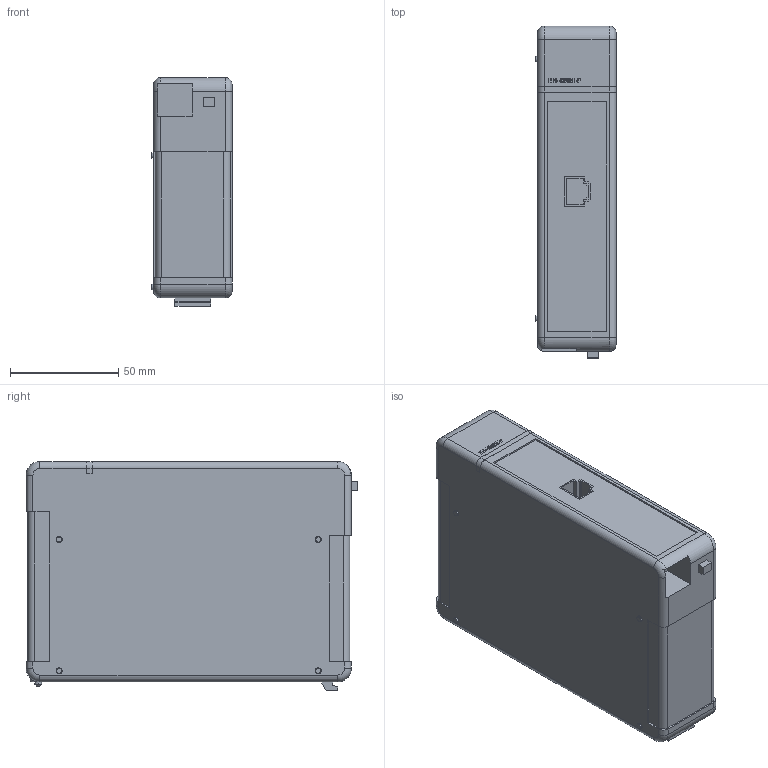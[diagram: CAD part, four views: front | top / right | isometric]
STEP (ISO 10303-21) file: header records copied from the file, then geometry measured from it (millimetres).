
FILE_DESCRIPTION (( 'STEP AP214' ), '1' );
FILE_NAME ('H4-ERM-F.step', '2014-09-23T18:02:10', ( '' ), ( '' ), 'SwSTEP 2.0', 'SolidWorks 2014', '' );
FILE_SCHEMA (( 'AUTOMOTIVE_DESIGN' ));
Length unit declared in the file: inch
Products named in the file (1): H4-ERM-F
Bounding box: 36.96 x 153.03 x 105.56 mm (x, y, z)
Volume: 525810.8 mm3; surface area: 52428.3 mm2
Topology: 2 solids, 2 shells, 279 faces, 728 edges, 479 vertices
Faces by surface type: plane 210, cylinder 34, bspline 15, torus 10, cone 10
Entity records: 12350 total; most frequent: CARTESIAN_POINT 2240, ORIENTED_EDGE 1456, DIRECTION 1322, EDGE_CURVE 728, VECTOR 596, LINE 596, VERTEX_POINT 479, AXIS2_PLACEMENT_3D 363
